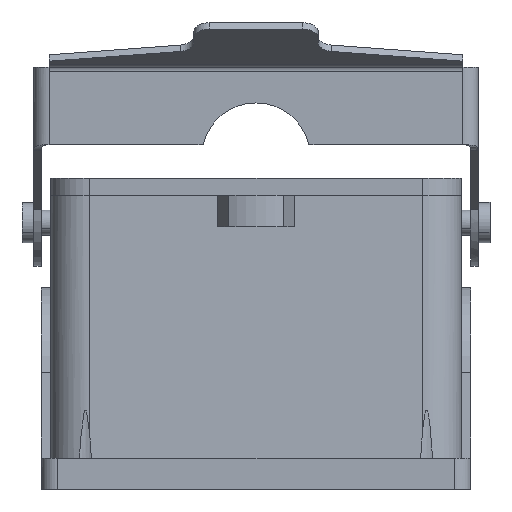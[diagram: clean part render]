
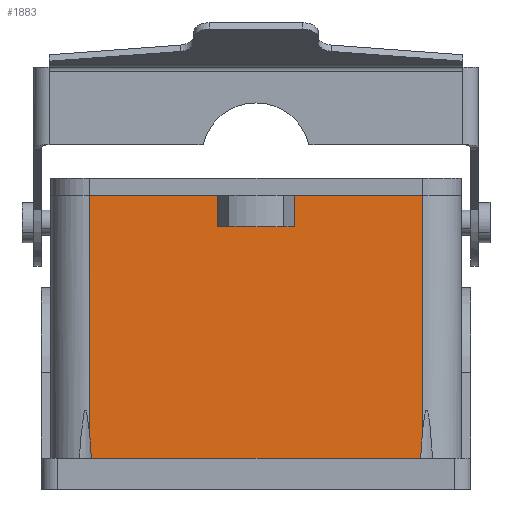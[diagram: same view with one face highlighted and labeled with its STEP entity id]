
A CAD part, left-side view. The second image highlights one B-rep face of the part: STEP entity #1883.
In plain terms, the highlighted planar face has unit normal (-1, 0, 0.03).
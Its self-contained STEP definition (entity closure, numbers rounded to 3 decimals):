
#1811=AXIS2_PLACEMENT_3D('Plane Axis2P3D',#1808,#1809,#1810) ;
#1108=CARTESIAN_POINT('Line Origine',(21.5,42.246,94.5)) ;
#1112=CARTESIAN_POINT('Vertex',(21.5,62.742,94.5)) ;
#1114=CARTESIAN_POINT('Vertex',(21.5,21.75,94.5)) ;
#1211=CARTESIAN_POINT('Vertex',(21.5,128.75,94.5)) ;
#1214=CARTESIAN_POINT('Line Origine',(21.5,108.254,94.5)) ;
#1218=CARTESIAN_POINT('Vertex',(21.5,87.758,94.5)) ;
#1808=CARTESIAN_POINT('Axis2P3D Location',(21.5,75.25,94.5)) ;
#1813=CARTESIAN_POINT('Line Origine',(20.328,21.75,56.154)) ;
#1817=CARTESIAN_POINT('Vertex',(19.157,21.75,17.808)) ;
#1820=CARTESIAN_POINT('Line Origine',(21.347,62.798,89.5)) ;
#1824=CARTESIAN_POINT('Vertex',(21.194,62.853,84.5)) ;
#1827=CARTESIAN_POINT('Line Origine',(21.194,75.25,84.5)) ;
#1831=CARTESIAN_POINT('Vertex',(21.194,87.647,84.5)) ;
#1834=CARTESIAN_POINT('Line Origine',(21.347,87.702,89.5)) ;
#1839=CARTESIAN_POINT('Line Origine',(20.328,128.75,56.154)) ;
#1843=CARTESIAN_POINT('Vertex',(19.157,128.75,17.808)) ;
#1847=CARTESIAN_POINT('Control Point',(19.157,128.75,17.808)) ;
#1848=CARTESIAN_POINT('Control Point',(19.109,128.615,16.247)) ;
#1849=CARTESIAN_POINT('Control Point',(19.061,128.492,14.687)) ;
#1850=CARTESIAN_POINT('Control Point',(19.014,128.379,13.125)) ;
#1851=CARTESIAN_POINT('Control Point',(18.966,128.273,11.564)) ;
#1852=CARTESIAN_POINT('Control Point',(18.918,128.173,10.)) ;
#1853=CARTESIAN_POINT('Vertex',(18.918,128.173,10.)) ;
#1856=CARTESIAN_POINT('Line Origine',(18.918,75.25,10.)) ;
#1860=CARTESIAN_POINT('Vertex',(18.918,22.327,10.)) ;
#1864=CARTESIAN_POINT('Control Point',(19.157,21.75,17.808)) ;
#1865=CARTESIAN_POINT('Control Point',(19.109,21.885,16.247)) ;
#1866=CARTESIAN_POINT('Control Point',(19.061,22.008,14.687)) ;
#1867=CARTESIAN_POINT('Control Point',(19.014,22.121,13.125)) ;
#1868=CARTESIAN_POINT('Control Point',(18.966,22.227,11.564)) ;
#1869=CARTESIAN_POINT('Control Point',(18.918,22.327,10.)) ;
#1109=DIRECTION('Vector Direction',(0.,1.,0.)) ;
#1215=DIRECTION('Vector Direction',(0.,1.,0.)) ;
#1809=DIRECTION('Axis2P3D Direction',(-1.,0.,0.031)) ;
#1810=DIRECTION('Axis2P3D XDirection',(0.,1.,0.)) ;
#1814=DIRECTION('Vector Direction',(-0.031,0.,-1.)) ;
#1821=DIRECTION('Vector Direction',(-0.031,0.011,-0.999)) ;
#1828=DIRECTION('Vector Direction',(0.,1.,0.)) ;
#1835=DIRECTION('Vector Direction',(-0.031,-0.011,-0.999)) ;
#1840=DIRECTION('Vector Direction',(-0.031,0.,-1.)) ;
#1857=DIRECTION('Vector Direction',(0.,1.,0.)) ;
#1110=VECTOR('Line Direction',#1109,1.) ;
#1216=VECTOR('Line Direction',#1215,1.) ;
#1815=VECTOR('Line Direction',#1814,1.) ;
#1822=VECTOR('Line Direction',#1821,1.) ;
#1829=VECTOR('Line Direction',#1828,1.) ;
#1836=VECTOR('Line Direction',#1835,1.) ;
#1841=VECTOR('Line Direction',#1840,1.) ;
#1858=VECTOR('Line Direction',#1857,1.) ;
#1872=ORIENTED_EDGE('',*,*,#1819,.F.) ;
#1873=ORIENTED_EDGE('',*,*,#1116,.F.) ;
#1874=ORIENTED_EDGE('',*,*,#1826,.T.) ;
#1875=ORIENTED_EDGE('',*,*,#1833,.T.) ;
#1876=ORIENTED_EDGE('',*,*,#1838,.F.) ;
#1877=ORIENTED_EDGE('',*,*,#1220,.F.) ;
#1878=ORIENTED_EDGE('',*,*,#1845,.F.) ;
#1879=ORIENTED_EDGE('',*,*,#1855,.T.) ;
#1880=ORIENTED_EDGE('',*,*,#1862,.F.) ;
#1881=ORIENTED_EDGE('',*,*,#1870,.F.) ;
#1883=ADVANCED_FACE('Housing',(#1882),#1812,.T.) ;
#1846=B_SPLINE_CURVE_WITH_KNOTS('',5,(#1847,#1848,#1849,#1850,#1851,#1852),.UNSPECIFIED.,.F.,.U.,(6,6),(0.,11.078),.UNSPECIFIED.) ;
#1863=B_SPLINE_CURVE_WITH_KNOTS('',5,(#1864,#1865,#1866,#1867,#1868,#1869),.UNSPECIFIED.,.F.,.U.,(6,6),(0.,11.078),.UNSPECIFIED.) ;
#1116=EDGE_CURVE('',#1113,#1115,#1111,.F.) ;
#1220=EDGE_CURVE('',#1212,#1219,#1217,.F.) ;
#1819=EDGE_CURVE('',#1115,#1818,#1816,.T.) ;
#1826=EDGE_CURVE('',#1113,#1825,#1823,.T.) ;
#1833=EDGE_CURVE('',#1825,#1832,#1830,.T.) ;
#1838=EDGE_CURVE('',#1219,#1832,#1837,.T.) ;
#1845=EDGE_CURVE('',#1844,#1212,#1842,.F.) ;
#1855=EDGE_CURVE('',#1844,#1854,#1846,.T.) ;
#1862=EDGE_CURVE('',#1861,#1854,#1859,.T.) ;
#1870=EDGE_CURVE('',#1818,#1861,#1863,.T.) ;
#1871=EDGE_LOOP('',(#1872,#1873,#1874,#1875,#1876,#1877,#1878,#1879,#1880,#1881)) ;
#1882=FACE_OUTER_BOUND('',#1871,.T.) ;
#1111=LINE('Line',#1108,#1110) ;
#1217=LINE('Line',#1214,#1216) ;
#1816=LINE('Line',#1813,#1815) ;
#1823=LINE('Line',#1820,#1822) ;
#1830=LINE('Line',#1827,#1829) ;
#1837=LINE('Line',#1834,#1836) ;
#1842=LINE('Line',#1839,#1841) ;
#1859=LINE('Line',#1856,#1858) ;
#1812=PLANE('',#1811) ;
#1113=VERTEX_POINT('',#1112) ;
#1115=VERTEX_POINT('',#1114) ;
#1212=VERTEX_POINT('',#1211) ;
#1219=VERTEX_POINT('',#1218) ;
#1818=VERTEX_POINT('',#1817) ;
#1825=VERTEX_POINT('',#1824) ;
#1832=VERTEX_POINT('',#1831) ;
#1844=VERTEX_POINT('',#1843) ;
#1854=VERTEX_POINT('',#1853) ;
#1861=VERTEX_POINT('',#1860) ;
